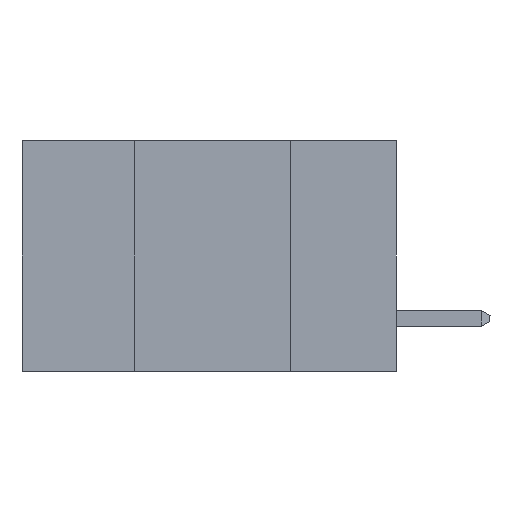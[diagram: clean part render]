
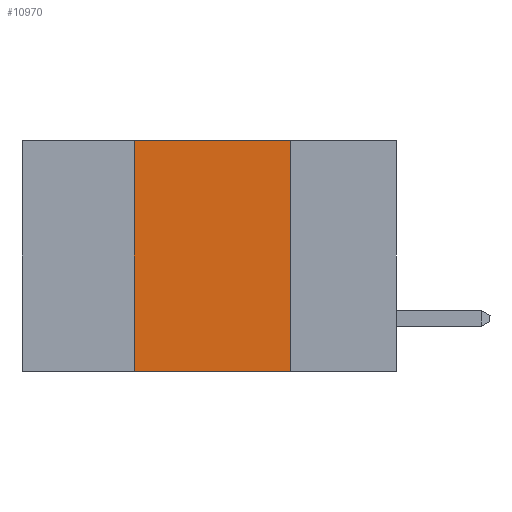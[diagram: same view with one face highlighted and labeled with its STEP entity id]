
A CAD part, left-side view. The second image highlights one B-rep face of the part: STEP entity #10970.
In plain terms, the highlighted planar face has unit normal (-1, 0, 0).
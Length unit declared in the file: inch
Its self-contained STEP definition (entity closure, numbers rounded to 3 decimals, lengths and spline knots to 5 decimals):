
#693 = VECTOR ( 'NONE', #5484, 39.37008 ) ;
#864 = EDGE_CURVE ( 'NONE', #3764, #9821, #2146, .T. ) ;
#960 = CARTESIAN_POINT ( 'NONE',  ( 0., 0.42, 0. ) ) ;
#1242 = CARTESIAN_POINT ( 'NONE',  ( 0., 0.17, -0.37 ) ) ;
#1745 = ORIENTED_EDGE ( 'NONE', *, *, #2457, .T. ) ;
#2044 = EDGE_CURVE ( 'NONE', #2445, #7210, #2713, .T. ) ;
#2146 = LINE ( 'NONE', #1242, #3940 ) ;
#2445 = VERTEX_POINT ( 'NONE', #9343 ) ;
#2457 = EDGE_CURVE ( 'NONE', #2445, #9821, #10313, .T. ) ;
#2648 = ORIENTED_EDGE ( 'NONE', *, *, #2044, .F. ) ;
#2713 = LINE ( 'NONE', #8373, #693 ) ;
#2803 = ORIENTED_EDGE ( 'NONE', *, *, #864, .F. ) ;
#3539 = CARTESIAN_POINT ( 'NONE',  ( 0., 0.6, 0. ) ) ;
#3764 = VERTEX_POINT ( 'NONE', #4726 ) ;
#3878 = ORIENTED_EDGE ( 'NONE', *, *, #10070, .F. ) ;
#3940 = VECTOR ( 'NONE', #8716, 39.37008 ) ;
#4552 = CARTESIAN_POINT ( 'NONE',  ( 0., 0.6, 0. ) ) ;
#4726 = CARTESIAN_POINT ( 'NONE',  ( 0., 0.17, 0. ) ) ;
#5327 = VECTOR ( 'NONE', #7330, 39.37008 ) ;
#5484 = DIRECTION ( 'NONE',  ( 0., 0., 1. ) ) ;
#6794 = CARTESIAN_POINT ( 'NONE',  ( 0., 0.17, -0.37 ) ) ;
#7210 = VERTEX_POINT ( 'NONE', #960 ) ;
#7330 = DIRECTION ( 'NONE',  ( 0., -1., 0. ) ) ;
#8355 = DIRECTION ( 'NONE',  ( 0., -1., 0. ) ) ;
#8373 = CARTESIAN_POINT ( 'NONE',  ( 0., 0.42, -0.37 ) ) ;
#8414 = CARTESIAN_POINT ( 'NONE',  ( 0., 0.6, -0.37 ) ) ;
#8716 = DIRECTION ( 'NONE',  ( 0., 0., -1. ) ) ;
#9053 = AXIS2_PLACEMENT_3D ( 'NONE', #4552, #11829, #10073 ) ;
#9343 = CARTESIAN_POINT ( 'NONE',  ( 0., 0.42, -0.37 ) ) ;
#9821 = VERTEX_POINT ( 'NONE', #6794 ) ;
#10013 = PLANE ( 'NONE',  #9053 ) ;
#10070 = EDGE_CURVE ( 'NONE', #7210, #3764, #11920, .T. ) ;
#10073 = DIRECTION ( 'NONE',  ( 0., 0., -1. ) ) ;
#10313 = LINE ( 'NONE', #8414, #12033 ) ;
#10970 = ADVANCED_FACE ( 'NONE', ( #11770 ), #10013, .F. ) ;
#11489 = EDGE_LOOP ( 'NONE', ( #2803, #3878, #2648, #1745 ) ) ;
#11770 = FACE_OUTER_BOUND ( 'NONE', #11489, .T. ) ;
#11829 = DIRECTION ( 'NONE',  ( 1., 0., 0. ) ) ;
#11920 = LINE ( 'NONE', #3539, #5327 ) ;
#12033 = VECTOR ( 'NONE', #8355, 39.37008 ) ;
